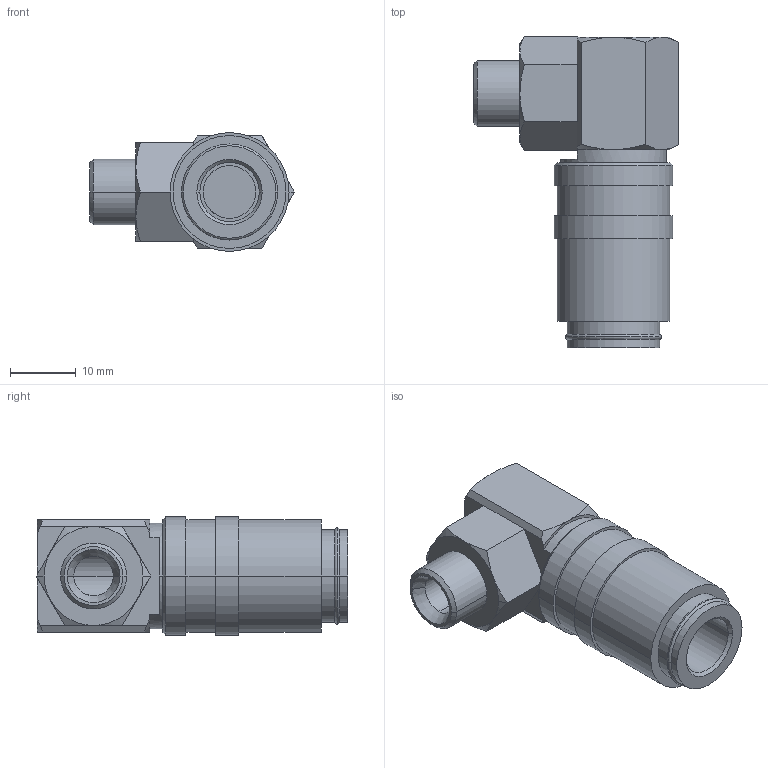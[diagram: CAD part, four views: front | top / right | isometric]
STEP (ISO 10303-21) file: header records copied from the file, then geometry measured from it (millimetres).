
FILE_DESCRIPTION(('STEP AP214'),'1');
FILE_NAME('eshm_101_a-90ab.stp','2020-04-22T06:06:02',('TraceParts'),('TraceParts S.A.'),'Spatial InterOp 3D',' ',' ');
FILE_SCHEMA(('automotive_design'));
Length unit declared in the file: millimetre
Products named in the file (1): 1
Bounding box: 31 x 47.16 x 18 mm (x, y, z)
Volume: 9713.8 mm3; surface area: 5202.6 mm2
Topology: 1 solids, 1 shells, 83 faces, 192 edges, 118 vertices
Faces by surface type: plane 29, cone 28, cylinder 22, torus 4
Entity records: 3118 total; most frequent: CARTESIAN_POINT 598, DIRECTION 400, ORIENTED_EDGE 384, EDGE_CURVE 192, AXIS2_PLACEMENT_3D 164, VERTEX_POINT 118, EDGE_LOOP 92, STYLED_ITEM 83
